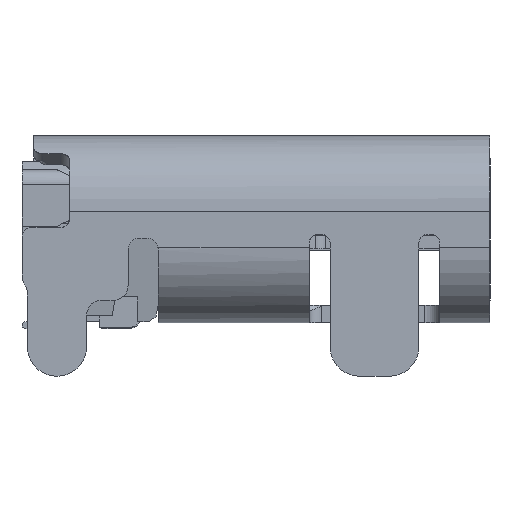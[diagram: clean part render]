
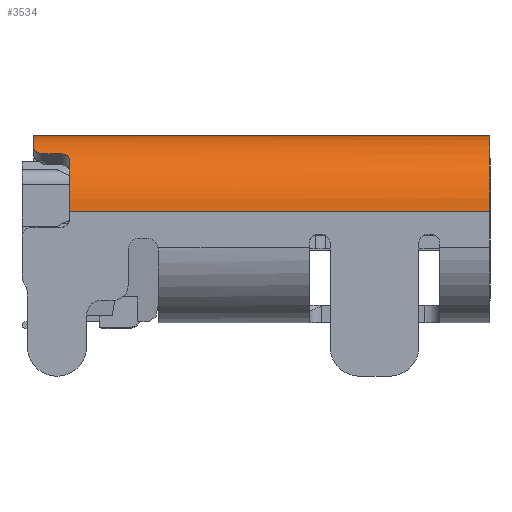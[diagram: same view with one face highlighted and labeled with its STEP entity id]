
A CAD part, left-side view. The second image highlights one B-rep face of the part: STEP entity #3534.
In plain terms, the highlighted cylindrical face has radius 1.28 mm (diameter 2.56 mm), a partial arc.
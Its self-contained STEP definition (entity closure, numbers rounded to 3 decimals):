
#2658 = VERTEX_POINT('',#2659);
#2659 = CARTESIAN_POINT('',(-75.58,-0.471,
    -41.093));
#2793 = VERTEX_POINT('',#2794);
#2794 = CARTESIAN_POINT('',(-76.86,-1.751,
    -41.093));
#2800 = EDGE_CURVE('',#2793,#2658,#2801,.T.);
#2801 = CIRCLE('',#2802,1.28);
#2802 = AXIS2_PLACEMENT_3D('',#2803,#2804,#2805);
#2803 = CARTESIAN_POINT('',(-75.58,-1.751,
    -41.093));
#2804 = DIRECTION('',(0.,0.,-1.));
#2805 = DIRECTION('',(-1.,0.,0.));
#2816 = EDGE_CURVE('',#2817,#2658,#2819,.T.);
#2817 = VERTEX_POINT('',#2818);
#2818 = CARTESIAN_POINT('',(-75.58,-0.471,
    -48.793));
#2819 = LINE('',#2820,#2821);
#2820 = CARTESIAN_POINT('',(-75.58,-0.471,
    -48.793));
#2821 = VECTOR('',#2822,1.);
#2822 = DIRECTION('',(0.,0.,1.));
#3534 = ADVANCED_FACE('',(#3535),#3608,.T.);
#3535 = FACE_BOUND('',#3536,.T.);
#3536 = EDGE_LOOP('',(#3537,#3545,#3546,#3547,#3556,#3569,#3577,#3590,
    #3601));
#3537 = ORIENTED_EDGE('',*,*,#3538,.F.);
#3538 = EDGE_CURVE('',#2793,#3539,#3541,.T.);
#3539 = VERTEX_POINT('',#3540);
#3540 = CARTESIAN_POINT('',(-76.86,-1.751,
    -48.193));
#3541 = LINE('',#3542,#3543);
#3542 = CARTESIAN_POINT('',(-76.86,-1.751,
    -41.093));
#3543 = VECTOR('',#3544,1.);
#3544 = DIRECTION('',(0.,0.,-1.));
#3545 = ORIENTED_EDGE('',*,*,#2800,.T.);
#3546 = ORIENTED_EDGE('',*,*,#2816,.F.);
#3547 = ORIENTED_EDGE('',*,*,#3548,.T.);
#3548 = EDGE_CURVE('',#2817,#3549,#3551,.T.);
#3549 = VERTEX_POINT('',#3550);
#3550 = CARTESIAN_POINT('',(-76.284,-0.682,
    -48.793));
#3551 = CIRCLE('',#3552,1.28);
#3552 = AXIS2_PLACEMENT_3D('',#3553,#3554,#3555);
#3553 = CARTESIAN_POINT('',(-75.58,-1.751,
    -48.793));
#3554 = DIRECTION('',(0.,-0.,1.));
#3555 = DIRECTION('',(0.,1.,0.));
#3556 = ORIENTED_EDGE('',*,*,#3557,.T.);
#3557 = EDGE_CURVE('',#3549,#3558,#3560,.T.);
#3558 = VERTEX_POINT('',#3559);
#3559 = CARTESIAN_POINT('',(-76.409,-0.776,
    -48.643));
#3560 = B_SPLINE_CURVE_WITH_KNOTS('',3,(#3561,#3562,#3563,#3564,#3565,
    #3566,#3567,#3568),.UNSPECIFIED.,.F.,.F.,(4,1,1,1,1,4),(0.,0.2,0.4,
    0.6,0.8,1.),.QUASI_UNIFORM_KNOTS.);
#3561 = CARTESIAN_POINT('',(-76.284,-0.682,
    -48.793));
#3562 = CARTESIAN_POINT('',(-76.298,-0.692,
    -48.793));
#3563 = CARTESIAN_POINT('',(-76.326,-0.711,
    -48.788));
#3564 = CARTESIAN_POINT('',(-76.36,-0.736,
    -48.767));
#3565 = CARTESIAN_POINT('',(-76.388,-0.758,
    -48.733));
#3566 = CARTESIAN_POINT('',(-76.405,-0.773,
    -48.689));
#3567 = CARTESIAN_POINT('',(-76.409,-0.776,
    -48.658));
#3568 = CARTESIAN_POINT('',(-76.409,-0.776,
    -48.643));
#3569 = ORIENTED_EDGE('',*,*,#3570,.F.);
#3570 = EDGE_CURVE('',#3571,#3558,#3573,.T.);
#3571 = VERTEX_POINT('',#3572);
#3572 = CARTESIAN_POINT('',(-76.409,-0.776,
    -48.343));
#3573 = LINE('',#3574,#3575);
#3574 = CARTESIAN_POINT('',(-76.409,-0.776,
    -48.343));
#3575 = VECTOR('',#3576,1.);
#3576 = DIRECTION('',(0.,0.,-1.));
#3577 = ORIENTED_EDGE('',*,*,#3578,.F.);
#3578 = EDGE_CURVE('',#3579,#3571,#3581,.T.);
#3579 = VERTEX_POINT('',#3580);
#3580 = CARTESIAN_POINT('',(-76.519,-0.881,
    -48.193));
#3581 = B_SPLINE_CURVE_WITH_KNOTS('',3,(#3582,#3583,#3584,#3585,#3586,
    #3587,#3588,#3589),.UNSPECIFIED.,.F.,.F.,(4,1,1,1,1,4),(0.,0.2,0.4,
    0.6,0.8,1.),.QUASI_UNIFORM_KNOTS.);
#3582 = CARTESIAN_POINT('',(-76.519,-0.881,
    -48.193));
#3583 = CARTESIAN_POINT('',(-76.507,-0.869,
    -48.193));
#3584 = CARTESIAN_POINT('',(-76.486,-0.846,
    -48.198));
#3585 = CARTESIAN_POINT('',(-76.454,-0.816,
    -48.221));
#3586 = CARTESIAN_POINT('',(-76.429,-0.793,
    -48.254));
#3587 = CARTESIAN_POINT('',(-76.412,-0.779,
    -48.298));
#3588 = CARTESIAN_POINT('',(-76.409,-0.776,
    -48.328));
#3589 = CARTESIAN_POINT('',(-76.409,-0.776,
    -48.343));
#3590 = ORIENTED_EDGE('',*,*,#3591,.T.);
#3591 = EDGE_CURVE('',#3579,#3592,#3594,.T.);
#3592 = VERTEX_POINT('',#3593);
#3593 = CARTESIAN_POINT('',(-76.708,-1.147,
    -48.193));
#3594 = B_SPLINE_CURVE_WITH_KNOTS('',3,(#3595,#3596,#3597,#3598,#3599,
    #3600),.UNSPECIFIED.,.F.,.F.,(4,1,1,4),(0.,0.333,
    0.667,1.),.UNSPECIFIED.);
#3595 = CARTESIAN_POINT('',(-76.519,-0.881,
    -48.193));
#3596 = CARTESIAN_POINT('',(-76.543,-0.908,
    -48.193));
#3597 = CARTESIAN_POINT('',(-76.59,-0.963,
    -48.193));
#3598 = CARTESIAN_POINT('',(-76.654,-1.052,
    -48.193));
#3599 = CARTESIAN_POINT('',(-76.691,-1.114,
    -48.193));
#3600 = CARTESIAN_POINT('',(-76.708,-1.147,
    -48.193));
#3601 = ORIENTED_EDGE('',*,*,#3602,.T.);
#3602 = EDGE_CURVE('',#3592,#3539,#3603,.T.);
#3603 = CIRCLE('',#3604,1.28);
#3604 = AXIS2_PLACEMENT_3D('',#3605,#3606,#3607);
#3605 = CARTESIAN_POINT('',(-75.58,-1.751,
    -48.193));
#3606 = DIRECTION('',(0.,0.,1.));
#3607 = DIRECTION('',(-0.881,0.473,0.));
#3608 = CYLINDRICAL_SURFACE('',#3609,1.28);
#3609 = AXIS2_PLACEMENT_3D('',#3610,#3611,#3612);
#3610 = CARTESIAN_POINT('',(-75.58,-1.751,
    -48.947));
#3611 = DIRECTION('',(0.,0.,1.));
#3612 = DIRECTION('',(1.,0.,-0.));
